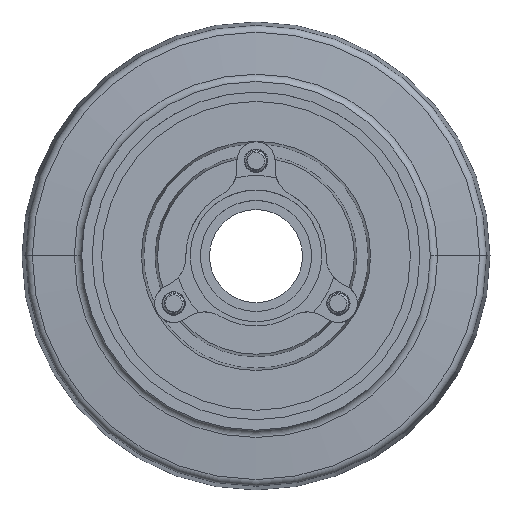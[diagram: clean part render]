
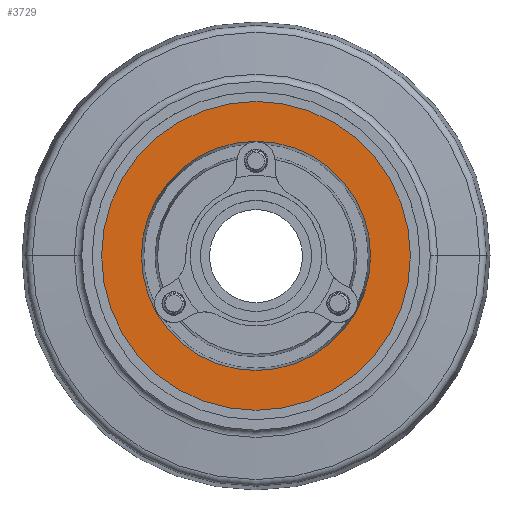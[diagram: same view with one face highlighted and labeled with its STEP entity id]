
A CAD part, top view. The second image highlights one B-rep face of the part: STEP entity #3729.
In plain terms, the highlighted planar face has unit normal (0, 0, 1).
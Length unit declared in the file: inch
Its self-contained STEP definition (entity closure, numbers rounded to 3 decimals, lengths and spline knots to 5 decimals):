
#82 = AXIS2_PLACEMENT_3D ( 'NONE', #12142, #8909, #3682 ) ;
#129 = EDGE_CURVE ( 'NONE', #3919, #6894, #10385, .T. ) ;
#142 = DIRECTION ( 'NONE',  ( 0., 0., -1. ) ) ;
#509 = PLANE ( 'NONE',  #3864 ) ;
#1596 = ORIENTED_EDGE ( 'NONE', *, *, #12973, .F. ) ;
#1772 = DIRECTION ( 'NONE',  ( 0., 0., 1. ) ) ;
#2013 = ORIENTED_EDGE ( 'NONE', *, *, #129, .F. ) ;
#2110 = DIRECTION ( 'NONE',  ( 0., 0., -1. ) ) ;
#2933 = FACE_OUTER_BOUND ( 'NONE', #4943, .T. ) ;
#3293 = CARTESIAN_POINT ( 'NONE',  ( -0.9797, 0., 0.518 ) ) ;
#3340 = CIRCLE ( 'NONE', #4003, 1.32 ) ;
#3529 = CIRCLE ( 'NONE', #8366, 0.9797 ) ;
#3545 = CARTESIAN_POINT ( 'NONE',  ( 0.9797, 0., 0.518 ) ) ;
#3682 = DIRECTION ( 'NONE',  ( 1., 0., 0. ) ) ;
#3729 = ADVANCED_FACE ( 'NONE', ( #2933, #3888 ), #509, .T. ) ;
#3864 = AXIS2_PLACEMENT_3D ( 'NONE', #4793, #1772, #4984 ) ;
#3888 = FACE_BOUND ( 'NONE', #13430, .T. ) ;
#3919 = VERTEX_POINT ( 'NONE', #12610 ) ;
#4003 = AXIS2_PLACEMENT_3D ( 'NONE', #6493, #142, #10844 ) ;
#4793 = CARTESIAN_POINT ( 'NONE',  ( 0., 0., 0.518 ) ) ;
#4943 = EDGE_LOOP ( 'NONE', ( #2013, #1596 ) ) ;
#4984 = DIRECTION ( 'NONE',  ( 1., 0., 0. ) ) ;
#5033 = ORIENTED_EDGE ( 'NONE', *, *, #10089, .T. ) ;
#6306 = DIRECTION ( 'NONE',  ( 0., 0., -1. ) ) ;
#6493 = CARTESIAN_POINT ( 'NONE',  ( 0., 0., 0.518 ) ) ;
#6841 = VERTEX_POINT ( 'NONE', #3545 ) ;
#6894 = VERTEX_POINT ( 'NONE', #11933 ) ;
#7073 = DIRECTION ( 'NONE',  ( 1., 0., 0. ) ) ;
#8307 = CARTESIAN_POINT ( 'NONE',  ( 0., 0., 0.518 ) ) ;
#8366 = AXIS2_PLACEMENT_3D ( 'NONE', #8307, #2110, #7073 ) ;
#8503 = DIRECTION ( 'NONE',  ( 1., 0., 0. ) ) ;
#8607 = EDGE_CURVE ( 'NONE', #6841, #11362, #3529, .T. ) ;
#8909 = DIRECTION ( 'NONE',  ( 0., 0., -1. ) ) ;
#9362 = ORIENTED_EDGE ( 'NONE', *, *, #8607, .T. ) ;
#10089 = EDGE_CURVE ( 'NONE', #11362, #6841, #10529, .T. ) ;
#10385 = CIRCLE ( 'NONE', #82, 1.32 ) ;
#10529 = CIRCLE ( 'NONE', #12049, 0.9797 ) ;
#10844 = DIRECTION ( 'NONE',  ( 1., 0., 0. ) ) ;
#11362 = VERTEX_POINT ( 'NONE', #3293 ) ;
#11933 = CARTESIAN_POINT ( 'NONE',  ( 1.32, 0., 0.518 ) ) ;
#12049 = AXIS2_PLACEMENT_3D ( 'NONE', #13255, #6306, #8503 ) ;
#12142 = CARTESIAN_POINT ( 'NONE',  ( 0., 0., 0.518 ) ) ;
#12610 = CARTESIAN_POINT ( 'NONE',  ( -1.32, 0., 0.518 ) ) ;
#12973 = EDGE_CURVE ( 'NONE', #6894, #3919, #3340, .T. ) ;
#13255 = CARTESIAN_POINT ( 'NONE',  ( 0., 0., 0.518 ) ) ;
#13430 = EDGE_LOOP ( 'NONE', ( #9362, #5033 ) ) ;
